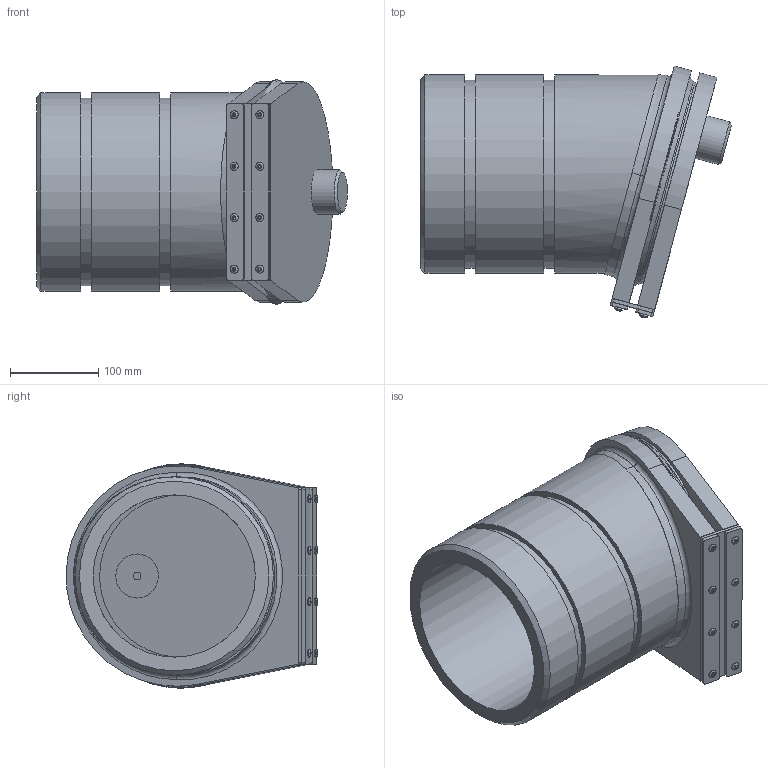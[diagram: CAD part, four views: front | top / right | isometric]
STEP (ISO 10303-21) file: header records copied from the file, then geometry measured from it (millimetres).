
FILE_DESCRIPTION (( 'STEP AP203' ), '1' );
FILE_NAME ('070716.STEP', '2024-11-08T08:37:55', ( '' ), ( '' ), 'SwSTEP 2.0', 'SolidWorks 2023', '' );
FILE_SCHEMA (( 'CONFIG_CONTROL_DESIGN' ));
Length unit declared in the file: millimetre
Products named in the file (1): 070716
Bounding box: 352.74 x 285.58 x 254.25 mm (x, y, z)
Surface area: 580742.9 mm2 (no closed solid volume)
Topology: 0 solids, 16 shells, 193 faces, 625 edges, 424 vertices
Faces by surface type: cylinder 95, plane 61, cone 18, bspline 10, sphere 8, torus 1
Full cylindrical faces by diameter (mm): 9.3 x8, 50 x1, 184 x1, 213 x2, 225 x3
Entity records: 10403 total; most frequent: CARTESIAN_POINT 5194, DIRECTION 1105, ORIENTED_EDGE 890, EDGE_CURVE 575, AXIS2_PLACEMENT_3D 463, VERTEX_POINT 413, CIRCLE 279, EDGE_LOOP 270
